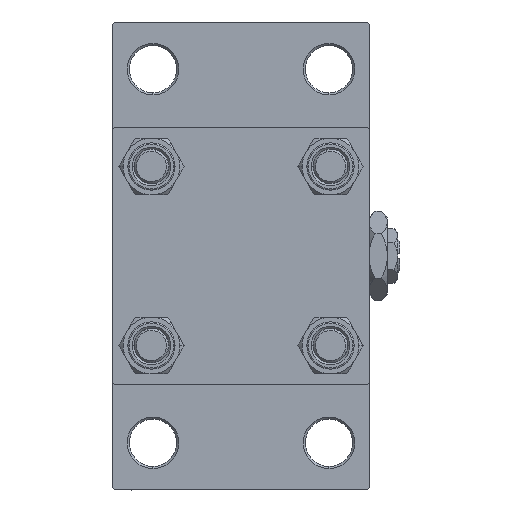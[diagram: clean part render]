
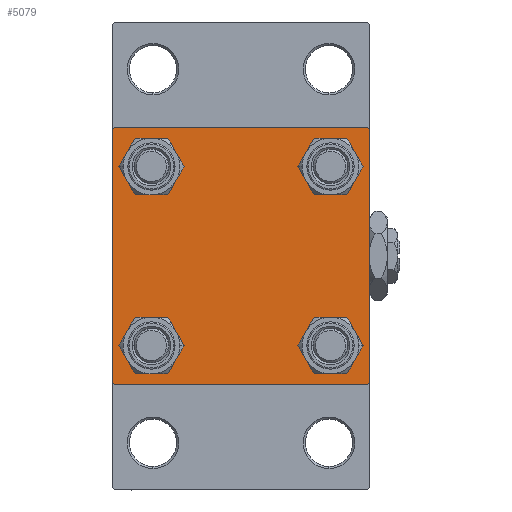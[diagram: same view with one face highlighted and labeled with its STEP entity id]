
A CAD part, left-side view. The second image highlights one B-rep face of the part: STEP entity #5079.
In plain terms, the highlighted planar face has unit normal (-1, 0, 0).
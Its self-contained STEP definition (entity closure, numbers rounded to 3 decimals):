
#421 = EDGE_CURVE ( 'NONE', #1057, #46907, #32564, .T. ) ;
#456 = EDGE_CURVE ( 'NONE', #3679, #6271, #24609, .T. ) ;
#617 = EDGE_CURVE ( 'NONE', #23918, #38479, #22077, .T. ) ;
#980 = EDGE_CURVE ( 'NONE', #6636, #12533, #48467, .T. ) ;
#1057 = VERTEX_POINT ( 'NONE', #6605 ) ;
#1974 = CARTESIAN_POINT ( 'NONE',  ( 0., 29.5, 30. ) ) ;
#2069 = EDGE_LOOP ( 'NONE', ( #45634, #6782 ) ) ;
#2635 = DIRECTION ( 'NONE',  ( 1., 0., 0. ) ) ;
#2882 = EDGE_CURVE ( 'NONE', #6271, #3679, #11994, .T. ) ;
#3628 = LINE ( 'NONE', #11595, #19977 ) ;
#3679 = VERTEX_POINT ( 'NONE', #11340 ) ;
#3764 = EDGE_CURVE ( 'NONE', #23918, #36840, #3628, .T. ) ;
#4931 = DIRECTION ( 'NONE',  ( 0., -0.707, 0.707 ) ) ;
#4964 = CARTESIAN_POINT ( 'NONE',  ( 0., -20.85, -20.85 ) ) ;
#5017 = CIRCLE ( 'NONE', #10584, 4.5 ) ;
#5079 = ADVANCED_FACE ( 'NONE', ( #37615, #22445, #39920, #26165, #21040 ), #10516, .T. ) ;
#5785 = DIRECTION ( 'NONE',  ( 0., 0., 1. ) ) ;
#6019 = DIRECTION ( 'NONE',  ( 0., 0., 1. ) ) ;
#6021 = CARTESIAN_POINT ( 'NONE',  ( 0., 20.85, 25.35 ) ) ;
#6189 = CARTESIAN_POINT ( 'NONE',  ( 0., 20.85, -25.35 ) ) ;
#6271 = VERTEX_POINT ( 'NONE', #28312 ) ;
#6479 = DIRECTION ( 'NONE',  ( 1., 0., 0. ) ) ;
#6605 = CARTESIAN_POINT ( 'NONE',  ( 0., 20.85, -16.35 ) ) ;
#6636 = VERTEX_POINT ( 'NONE', #20555 ) ;
#6685 = ORIENTED_EDGE ( 'NONE', *, *, #421, .T. ) ;
#6782 = ORIENTED_EDGE ( 'NONE', *, *, #456, .T. ) ;
#7440 = DIRECTION ( 'NONE',  ( 0., -1., 0. ) ) ;
#7701 = CARTESIAN_POINT ( 'NONE',  ( 0., 30., 29.5 ) ) ;
#7843 = ORIENTED_EDGE ( 'NONE', *, *, #11334, .T. ) ;
#7962 = CARTESIAN_POINT ( 'NONE',  ( 0., -29.5, -30. ) ) ;
#9126 = VECTOR ( 'NONE', #46160, 1000. ) ;
#9587 = AXIS2_PLACEMENT_3D ( 'NONE', #10725, #6479, #40548 ) ;
#10085 = VERTEX_POINT ( 'NONE', #6021 ) ;
#10516 = PLANE ( 'NONE',  #12858 ) ;
#10584 = AXIS2_PLACEMENT_3D ( 'NONE', #37288, #45252, #30083 ) ;
#10725 = CARTESIAN_POINT ( 'NONE',  ( 0., -20.85, -20.85 ) ) ;
#11334 = EDGE_CURVE ( 'NONE', #10085, #31398, #5017, .T. ) ;
#11340 = CARTESIAN_POINT ( 'NONE',  ( 0., -20.85, -25.35 ) ) ;
#11595 = CARTESIAN_POINT ( 'NONE',  ( 0., -30., 30. ) ) ;
#11798 = DIRECTION ( 'NONE',  ( 0., -1., 0. ) ) ;
#11994 = CIRCLE ( 'NONE', #9587, 4.5 ) ;
#12374 = CARTESIAN_POINT ( 'NONE',  ( 0., -30., -29.5 ) ) ;
#12417 = LINE ( 'NONE', #12892, #37267 ) ;
#12484 = VERTEX_POINT ( 'NONE', #7962 ) ;
#12533 = VERTEX_POINT ( 'NONE', #37801 ) ;
#12811 = CARTESIAN_POINT ( 'NONE',  ( 0., 29.75, -29.75 ) ) ;
#12829 = DIRECTION ( 'NONE',  ( 1., 0., 0. ) ) ;
#12858 = AXIS2_PLACEMENT_3D ( 'NONE', #37106, #24756, #45070 ) ;
#12892 = CARTESIAN_POINT ( 'NONE',  ( 0., 30., 30. ) ) ;
#14283 = VECTOR ( 'NONE', #37239, 1000. ) ;
#14681 = ORIENTED_EDGE ( 'NONE', *, *, #980, .T. ) ;
#15439 = EDGE_CURVE ( 'NONE', #12484, #36840, #28042, .T. ) ;
#15441 = ORIENTED_EDGE ( 'NONE', *, *, #23662, .T. ) ;
#16084 = CARTESIAN_POINT ( 'NONE',  ( 0., 20.85, 20.85 ) ) ;
#16094 = VECTOR ( 'NONE', #7440, 1000. ) ;
#16106 = EDGE_CURVE ( 'NONE', #12533, #6636, #37134, .T. ) ;
#16818 = VECTOR ( 'NONE', #11798, 1000. ) ;
#17403 = ORIENTED_EDGE ( 'NONE', *, *, #49150, .T. ) ;
#18874 = CARTESIAN_POINT ( 'NONE',  ( 0., 20.85, 16.35 ) ) ;
#19033 = CIRCLE ( 'NONE', #42849, 4.5 ) ;
#19611 = CARTESIAN_POINT ( 'NONE',  ( 0., 30., -29.5 ) ) ;
#19977 = VECTOR ( 'NONE', #37439, 1000. ) ;
#20083 = VERTEX_POINT ( 'NONE', #7701 ) ;
#20224 = EDGE_CURVE ( 'NONE', #29908, #20083, #23617, .T. ) ;
#20555 = CARTESIAN_POINT ( 'NONE',  ( 0., -20.85, 25.35 ) ) ;
#21040 = FACE_OUTER_BOUND ( 'NONE', #28658, .T. ) ;
#21414 = AXIS2_PLACEMENT_3D ( 'NONE', #30095, #26367, #34581 ) ;
#21762 = CARTESIAN_POINT ( 'NONE',  ( 0., -30., 29.5 ) ) ;
#22077 = LINE ( 'NONE', #48694, #14283 ) ;
#22254 = DIRECTION ( 'NONE',  ( 0., 0., 1. ) ) ;
#22445 = FACE_BOUND ( 'NONE', #2069, .T. ) ;
#23343 = EDGE_CURVE ( 'NONE', #20083, #34120, #12417, .T. ) ;
#23617 = LINE ( 'NONE', #23847, #38737 ) ;
#23642 = AXIS2_PLACEMENT_3D ( 'NONE', #24681, #39841, #5785 ) ;
#23662 = EDGE_CURVE ( 'NONE', #31398, #10085, #19033, .T. ) ;
#23847 = CARTESIAN_POINT ( 'NONE',  ( 0., 29.75, 29.75 ) ) ;
#23918 = VERTEX_POINT ( 'NONE', #21762 ) ;
#24601 = CARTESIAN_POINT ( 'NONE',  ( 0., -29.5, 30. ) ) ;
#24609 = CIRCLE ( 'NONE', #37313, 4.5 ) ;
#24681 = CARTESIAN_POINT ( 'NONE',  ( 0., -20.85, 20.85 ) ) ;
#24756 = DIRECTION ( 'NONE',  ( -1., 0., 0. ) ) ;
#25604 = CARTESIAN_POINT ( 'NONE',  ( 0., 29.5, -30. ) ) ;
#26165 = FACE_BOUND ( 'NONE', #40711, .T. ) ;
#26367 = DIRECTION ( 'NONE',  ( 1., 0., 0. ) ) ;
#26711 = LINE ( 'NONE', #45866, #16818 ) ;
#27126 = EDGE_LOOP ( 'NONE', ( #14681, #33096 ) ) ;
#27340 = DIRECTION ( 'NONE',  ( 0., 0., -1. ) ) ;
#28042 = LINE ( 'NONE', #38987, #35502 ) ;
#28312 = CARTESIAN_POINT ( 'NONE',  ( 0., -20.85, -16.35 ) ) ;
#28658 = EDGE_LOOP ( 'NONE', ( #35769, #29305, #41275, #45577, #36273, #46790, #43255, #43349 ) ) ;
#29106 = EDGE_LOOP ( 'NONE', ( #6685, #17403 ) ) ;
#29305 = ORIENTED_EDGE ( 'NONE', *, *, #39688, .T. ) ;
#29470 = CARTESIAN_POINT ( 'NONE',  ( 0., -20.85, 20.85 ) ) ;
#29908 = VERTEX_POINT ( 'NONE', #1974 ) ;
#30083 = DIRECTION ( 'NONE',  ( 0., 0., 1. ) ) ;
#30095 = CARTESIAN_POINT ( 'NONE',  ( 0., 20.85, -20.85 ) ) ;
#31398 = VERTEX_POINT ( 'NONE', #18874 ) ;
#31724 = DIRECTION ( 'NONE',  ( 0., 0., 1. ) ) ;
#32027 = VERTEX_POINT ( 'NONE', #25604 ) ;
#32564 = CIRCLE ( 'NONE', #21414, 4.5 ) ;
#33096 = ORIENTED_EDGE ( 'NONE', *, *, #16106, .T. ) ;
#34063 = EDGE_CURVE ( 'NONE', #32027, #12484, #48963, .T. ) ;
#34120 = VERTEX_POINT ( 'NONE', #19611 ) ;
#34581 = DIRECTION ( 'NONE',  ( 0., 0., 1. ) ) ;
#35058 = DIRECTION ( 'NONE',  ( 1., 0., 0. ) ) ;
#35439 = LINE ( 'NONE', #12811, #9126 ) ;
#35502 = VECTOR ( 'NONE', #4931, 1000. ) ;
#35769 = ORIENTED_EDGE ( 'NONE', *, *, #23343, .T. ) ;
#36051 = AXIS2_PLACEMENT_3D ( 'NONE', #40091, #40331, #6019 ) ;
#36273 = ORIENTED_EDGE ( 'NONE', *, *, #3764, .F. ) ;
#36531 = AXIS2_PLACEMENT_3D ( 'NONE', #29470, #2635, #22254 ) ;
#36840 = VERTEX_POINT ( 'NONE', #12374 ) ;
#37106 = CARTESIAN_POINT ( 'NONE',  ( 0., 0., 0. ) ) ;
#37134 = CIRCLE ( 'NONE', #23642, 4.5 ) ;
#37239 = DIRECTION ( 'NONE',  ( 0., 0.707, 0.707 ) ) ;
#37267 = VECTOR ( 'NONE', #27340, 1000. ) ;
#37288 = CARTESIAN_POINT ( 'NONE',  ( 0., 20.85, 20.85 ) ) ;
#37313 = AXIS2_PLACEMENT_3D ( 'NONE', #4964, #35058, #46263 ) ;
#37439 = DIRECTION ( 'NONE',  ( 0., 0., -1. ) ) ;
#37615 = FACE_BOUND ( 'NONE', #27126, .T. ) ;
#37801 = CARTESIAN_POINT ( 'NONE',  ( 0., -20.85, 16.35 ) ) ;
#38479 = VERTEX_POINT ( 'NONE', #24601 ) ;
#38737 = VECTOR ( 'NONE', #45999, 1000. ) ;
#38987 = CARTESIAN_POINT ( 'NONE',  ( 0., -29.75, -29.75 ) ) ;
#39688 = EDGE_CURVE ( 'NONE', #34120, #32027, #35439, .T. ) ;
#39841 = DIRECTION ( 'NONE',  ( 1., 0., 0. ) ) ;
#39920 = FACE_BOUND ( 'NONE', #29106, .T. ) ;
#40091 = CARTESIAN_POINT ( 'NONE',  ( 0., 20.85, -20.85 ) ) ;
#40331 = DIRECTION ( 'NONE',  ( 1., 0., 0. ) ) ;
#40548 = DIRECTION ( 'NONE',  ( 0., 0., 1. ) ) ;
#40711 = EDGE_LOOP ( 'NONE', ( #7843, #15441 ) ) ;
#40825 = EDGE_CURVE ( 'NONE', #29908, #38479, #26711, .T. ) ;
#41275 = ORIENTED_EDGE ( 'NONE', *, *, #34063, .T. ) ;
#41490 = CARTESIAN_POINT ( 'NONE',  ( 0., 30., -30. ) ) ;
#41628 = CIRCLE ( 'NONE', #36051, 4.5 ) ;
#42849 = AXIS2_PLACEMENT_3D ( 'NONE', #16084, #12829, #31724 ) ;
#43255 = ORIENTED_EDGE ( 'NONE', *, *, #40825, .F. ) ;
#43349 = ORIENTED_EDGE ( 'NONE', *, *, #20224, .T. ) ;
#45070 = DIRECTION ( 'NONE',  ( 0., 0., 1. ) ) ;
#45252 = DIRECTION ( 'NONE',  ( 1., 0., 0. ) ) ;
#45577 = ORIENTED_EDGE ( 'NONE', *, *, #15439, .T. ) ;
#45634 = ORIENTED_EDGE ( 'NONE', *, *, #2882, .T. ) ;
#45866 = CARTESIAN_POINT ( 'NONE',  ( 0., 30., 30. ) ) ;
#45999 = DIRECTION ( 'NONE',  ( 0., 0.707, -0.707 ) ) ;
#46160 = DIRECTION ( 'NONE',  ( 0., -0.707, -0.707 ) ) ;
#46263 = DIRECTION ( 'NONE',  ( 0., 0., 1. ) ) ;
#46790 = ORIENTED_EDGE ( 'NONE', *, *, #617, .T. ) ;
#46907 = VERTEX_POINT ( 'NONE', #6189 ) ;
#48467 = CIRCLE ( 'NONE', #36531, 4.5 ) ;
#48694 = CARTESIAN_POINT ( 'NONE',  ( 0., -29.75, 29.75 ) ) ;
#48963 = LINE ( 'NONE', #41490, #16094 ) ;
#49150 = EDGE_CURVE ( 'NONE', #46907, #1057, #41628, .T. ) ;
